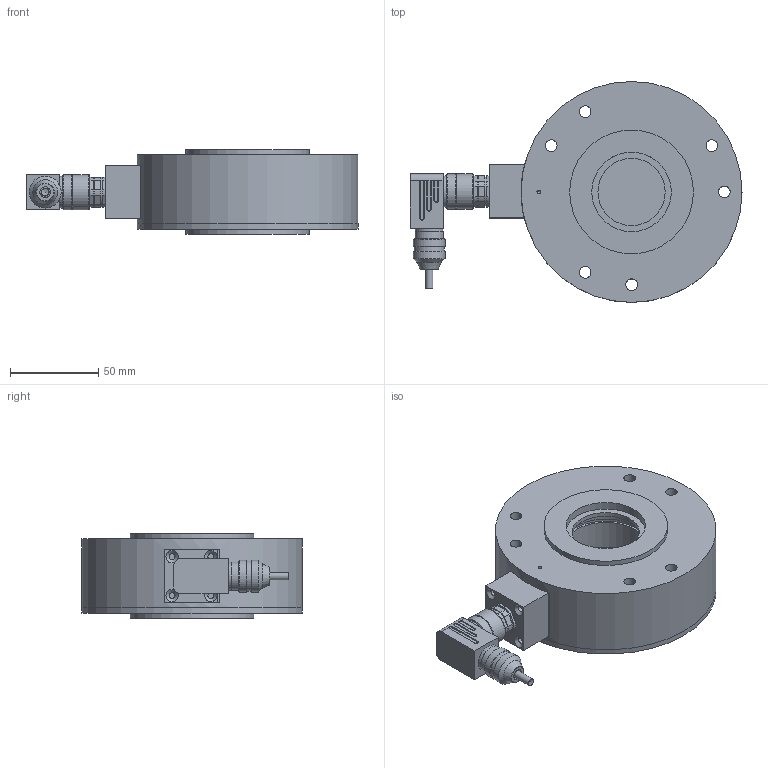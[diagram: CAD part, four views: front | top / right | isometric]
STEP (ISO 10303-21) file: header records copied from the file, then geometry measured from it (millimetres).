
FILE_DESCRIPTION (( 'STEP AP214' ), '1' );
FILE_NAME ('a_BZA2-30-160N...1600N-S1 STEP.STEP', '2024-10-04T12:03:55', ( '' ), ( '' ), 'SwSTEP 2.0', 'SolidWorks 2023', '' );
FILE_SCHEMA (( 'AUTOMOTIVE_DESIGN' ));
Length unit declared in the file: millimetre
Products named in the file (1): a_BZA2-30-160N...1600N-S1 STEP
Bounding box: 187.85 x 125 x 48 mm (x, y, z)
Volume: 484969.5 mm3; surface area: 122684.1 mm2
Topology: 8 solids, 9 shells, 309 faces, 719 edges, 464 vertices
Faces by surface type: cylinder 133, plane 131, cone 32, torus 9, bspline 4
Full cylindrical faces by diameter (mm): 1 x12, 1.5 x4, 2 x1, 3.4 x4, 4.2 x1, 4.5 x1, 6 x1, 6.6 x12, 8 x1, 8.375 x1, 9.95 x1, 10.4 x1, 12 x2, 13.5 x2, 14.5 x1, 15 x1, 15.75 x1, 16 x2, 16.7 x1, 17 x1, 18 x3, 18.2 x1, 20 x2, 24 x1, 38 x1, 45 x1, 47 x3, 49.5 x2, 70 x2, 95.9 x1
Entity records: 8272 total; most frequent: CARTESIAN_POINT 1531, DIRECTION 1459, ORIENTED_EDGE 1154, AXIS2_PLACEMENT_3D 610, EDGE_CURVE 577, EDGE_LOOP 489, VERTEX_POINT 428, FACE_OUTER_BOUND 386
